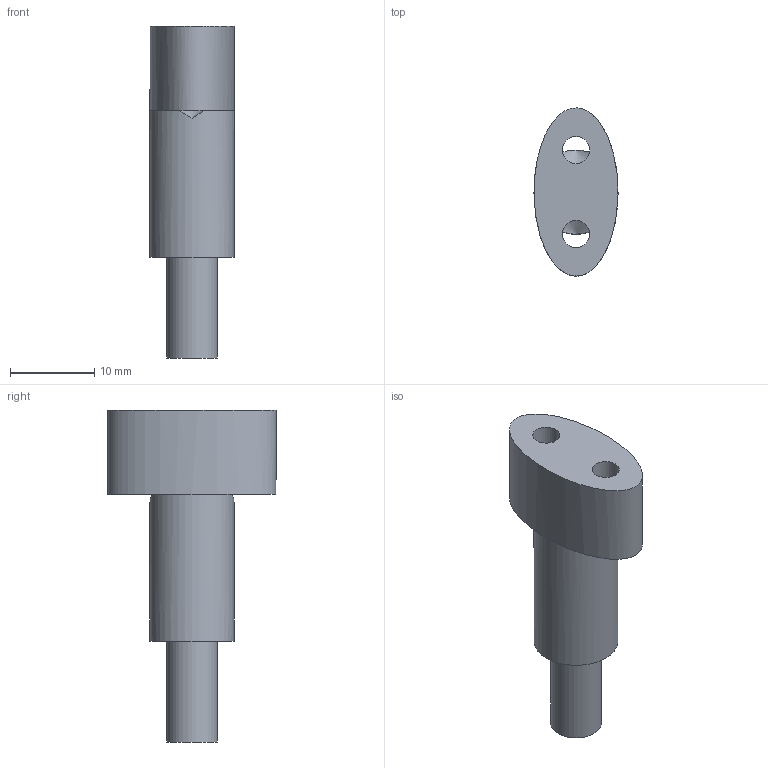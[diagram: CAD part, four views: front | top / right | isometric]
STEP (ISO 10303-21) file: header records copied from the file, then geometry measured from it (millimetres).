
FILE_DESCRIPTION(/* description */ (''),/* implementation_level */ '2;1');
FILE_NAME(/* name */ 'Axe came.stp',/* time_stamp */ '2023-03-29T16:36:18+02:00',/* author */ ('ethomas'),/* organization */ (''),/* preprocessor_version */ 'ST-DEVELOPER v19.2',/* originating_system */ 'Autodesk Inventor 2023',/* authorisation */ '');
FILE_SCHEMA (('AUTOMOTIVE_DESIGN { 1 0 10303 214 3 1 1 }'));
Length unit declared in the file: millimetre
Products named in the file (1): Axe came
Bounding box: 10 x 20 x 39.5 mm (x, y, z)
Volume: 3116.6 mm3; surface area: 1758.7 mm2
Topology: 1 solids, 1 shells, 12 faces, 30 edges, 17 vertices
Faces by surface type: plane 5, cylinder 4, cone 2, bspline 1
Full cylindrical faces by diameter (mm): 3.242 x2, 6 x1, 10 x1
Entity records: 419 total; most frequent: CARTESIAN_POINT 87, DIRECTION 67, ORIENTED_EDGE 56, AXIS2_PLACEMENT_3D 31, EDGE_CURVE 28, VERTEX_POINT 17, EDGE_LOOP 15, CIRCLE 15
